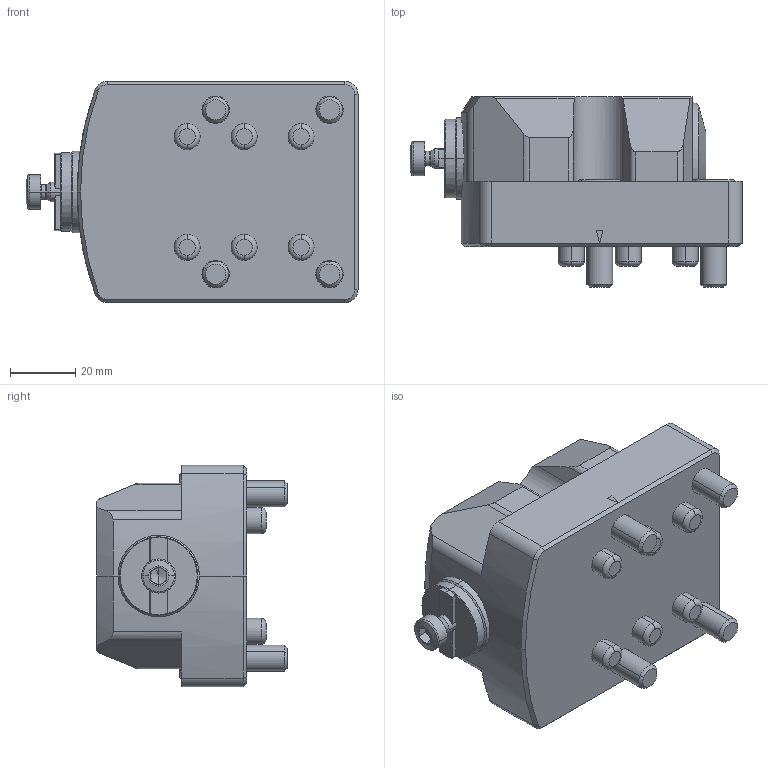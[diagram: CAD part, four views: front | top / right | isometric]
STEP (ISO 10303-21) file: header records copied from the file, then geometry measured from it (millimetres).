
FILE_DESCRIPTION(('no description'),'unknown implementation level');
FILE_NAME('3C829957-BE83-406E-89A8-DEC4F8002E23_export.stp',' ',('CIMSOURCE GmbH'),('CADClick - KiM GmbH - www.kimweb.de'),'unknown preprocess','ACIS','unknown authorization');
FILE_SCHEMA(('automotive_design'));
Length unit declared in the file: millimetre
Products named in the file (7): 318.101 Kaiser  EWN 200 x FK AL|690.163 Kaiser ETL M8x25;Hex; 318.101 Kaiser  EWN 200 x FK AL|318.130 Kaiser Werkzeugk�rper EWN 200 x FK AL_Mit Beschriftung;Schnitt-Linear austragen1; 318.101 Kaiser  EWN 200 x FK AL|690.140 Kaiser ETL M6_SW5 X 12;Schnitt-Linear austragen2; 318.101 Kaiser  EWN 200 x FK AL|318.132 Kaiser Werkzeugtr�ger EWN 200;Schnitt-Rotation3
Bounding box: 102.01 x 58.5 x 68 mm (x, y, z)
Volume: 191564.4 mm3; surface area: 42485.2 mm2
Topology: 7 solids, 7 shells, 311 faces, 723 edges, 436 vertices
Faces by surface type: plane 147, cylinder 86, cone 44, torus 34
Entity records: 17249 total; most frequent: CARTESIAN_POINT 1690, DIRECTION 1611, STYLED_ITEM 1465, PRESENTATION_STYLE_ASSIGNMENT 1465, COLOUR_RGB 1465, ORIENTED_EDGE 1422, EDGE_CURVE 711, CURVE_STYLE 711
